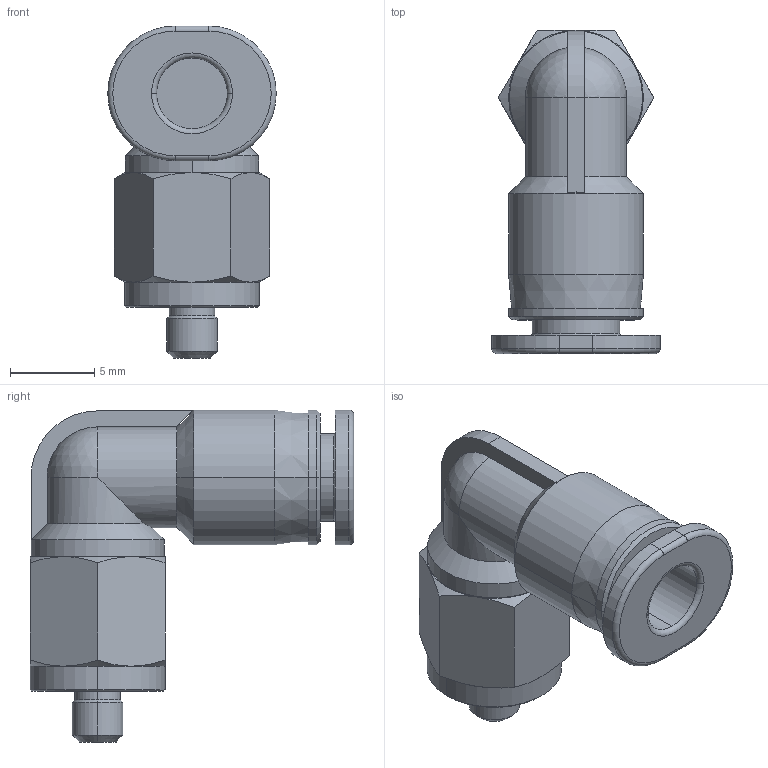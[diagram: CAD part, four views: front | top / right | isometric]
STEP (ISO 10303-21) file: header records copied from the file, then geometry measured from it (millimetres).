
FILE_DESCRIPTION((''),'2;1');
FILE_NAME('PL04M3C-mdt.stp','2017-07-24T14:46:21',(''),(''),'Mechanical Desktop 2009','Mechanical Desktop 2009',', , ');
FILE_SCHEMA(('CONFIG_CONTROL_DESIGN'));
Length unit declared in the file: millimetre
Products named in the file (4): PL04M3C-MDTA; PL04M3C-MDT; COLLAR-L04C; NLM3C-S
Assembly tree (4 placements, depth 2):
  PL04M3C-MDTA
    PL04M3C-MDT
    COLLAR-L04C  x2
    NLM3C-S
Bounding box: 10 x 19.2 x 19.7 mm (x, y, z)
Volume: 1093.9 mm3; surface area: 1105.3 mm2
Topology: 1 solids, 1 shells, 97 faces, 213 edges, 121 vertices
Faces by surface type: cylinder 31, plane 30, cone 26, torus 4, bspline 4, sphere 2
Entity records: 2923 total; most frequent: CARTESIAN_POINT 677, DIRECTION 484, ORIENTED_EDGE 424, EDGE_CURVE 212, AXIS2_PLACEMENT_3D 200, VERTEX_POINT 121, EDGE_LOOP 105, CIRCLE 100
